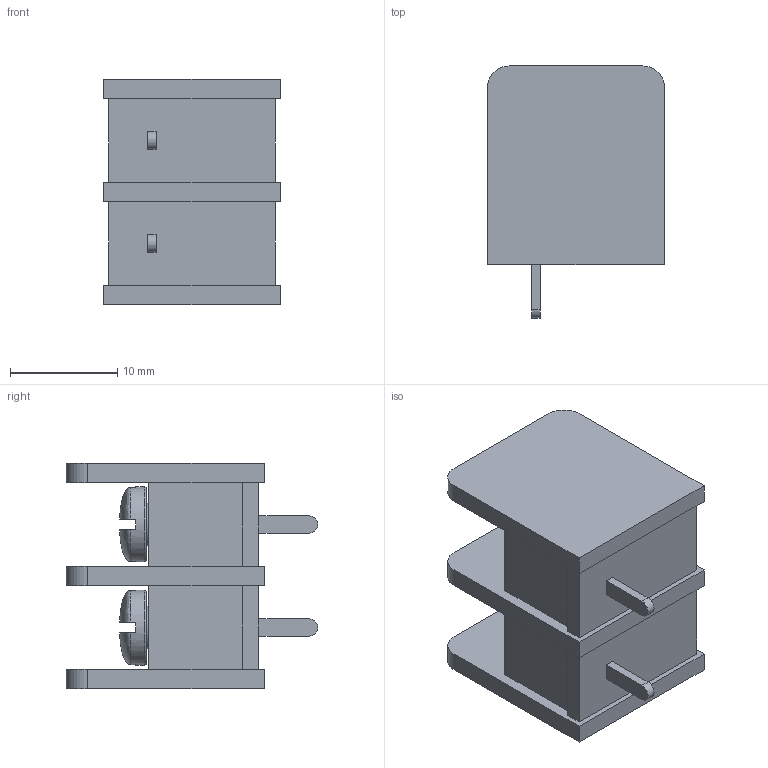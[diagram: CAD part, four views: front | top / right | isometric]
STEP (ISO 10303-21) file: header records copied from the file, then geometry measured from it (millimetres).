
FILE_DESCRIPTION (( 'STEP AP214' ), '1' );
FILE_NAME ('Barrier Terminal Block 95mm 2-Pins.STEP', '2021-12-17T04:09:39', ( '' ), ( '' ), 'SwSTEP 2.0', 'SolidWorks 2021', '' );
FILE_SCHEMA (( 'AUTOMOTIVE_DESIGN' ));
Length unit declared in the file: millimetre
Products named in the file (1): Barrier Terminal Block 95mm 2-Pins
Bounding box: 16.5 x 23.5 x 21.05 mm (x, y, z)
Volume: 4152.4 mm3; surface area: 2683 mm2
Topology: 1 solids, 1 shells, 90 faces, 230 edges, 152 vertices
Faces by surface type: plane 62, cylinder 16, bspline 12
Entity records: 4451 total; most frequent: CARTESIAN_POINT 1742, ORIENTED_EDGE 460, DIRECTION 404, EDGE_CURVE 230, LINE 158, VECTOR 158, VERTEX_POINT 152, AXIS2_PLACEMENT_3D 123
